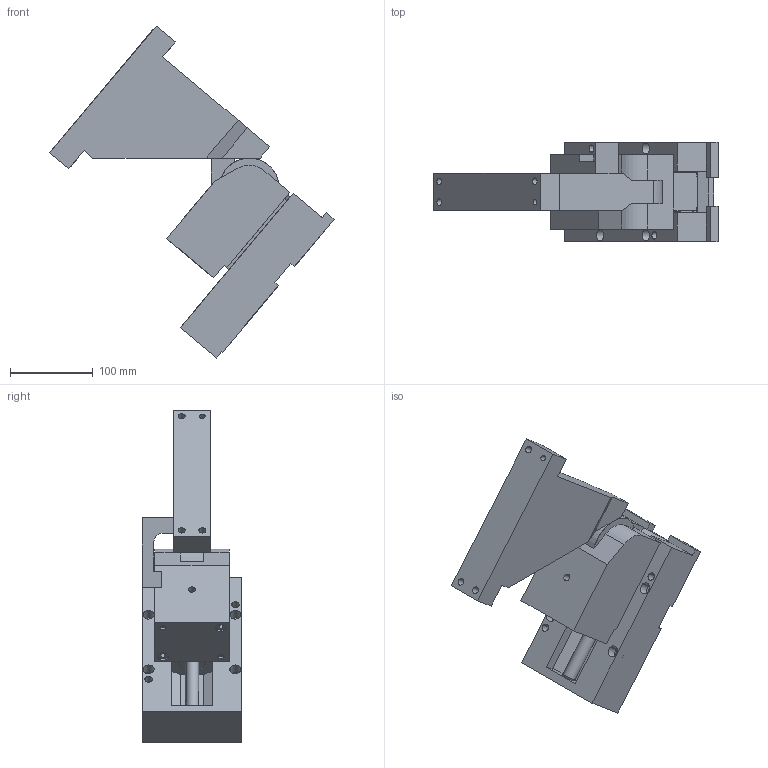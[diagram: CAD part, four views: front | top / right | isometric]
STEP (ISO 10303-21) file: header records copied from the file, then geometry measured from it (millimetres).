
FILE_DESCRIPTION(('CATIA V5 STEP Exchange'),'2;1');
FILE_NAME('CRCN_05000_80_ACCESSORIOS.stp','2015-05-04T10:18:20+00:00',('none'),('none'),'CATIA Version 5 Release 20 GA (IN-10)','CATIA V5 STEP AP203','none');
FILE_SCHEMA(('CONFIG_CONTROL_DESIGN'));
Length unit declared in the file: millimetre
Products named in the file (1): CRCN_05000_80_ACCESSORIES
Assembly tree (3 placements, depth 2):
  CRCN_05000_80_ACCESSORIES
    #58
    #12221
    #13203
Bounding box: 343.77 x 120 x 401.46 mm (x, y, z)
Volume: 3082595.1 mm3; surface area: 342350.2 mm2
Topology: 5 solids, 38 shells, 471 faces, 1106 edges, 701 vertices
Faces by surface type: plane 209, cylinder 175, cone 72, torus 15
Entity records: 13696 total; most frequent: CARTESIAN_POINT 3418, ORIENTED_EDGE 2144, DIRECTION 1787, EDGE_CURVE 1072, AXIS2_PLACEMENT_3D 767, VERTEX_POINT 701, VECTOR 617, LINE 617
